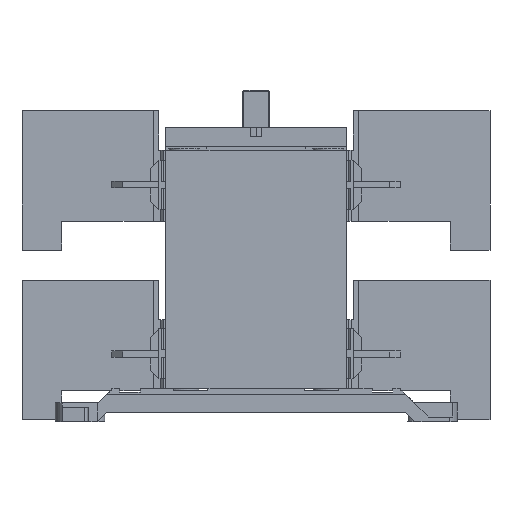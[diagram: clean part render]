
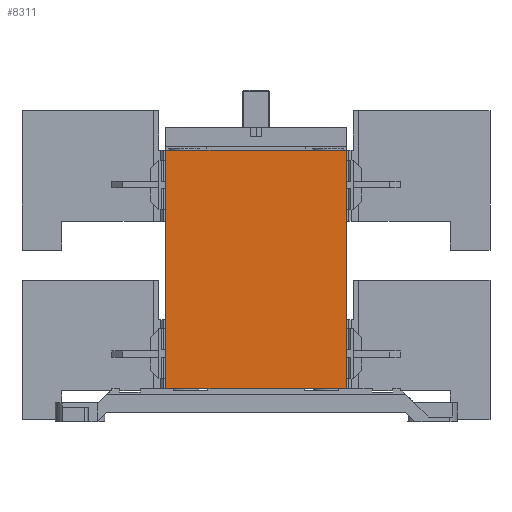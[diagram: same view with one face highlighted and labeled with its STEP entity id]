
A CAD part, left-side view. The second image highlights one B-rep face of the part: STEP entity #8311.
In plain terms, the highlighted planar face has unit normal (-1, 0, 0).
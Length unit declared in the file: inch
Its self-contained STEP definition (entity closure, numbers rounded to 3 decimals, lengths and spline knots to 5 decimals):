
#3027 = AXIS2_PLACEMENT_3D ( 'NONE', #10428, #25560, #31355 ) ;
#3271 = VERTEX_POINT ( 'NONE', #7854 ) ;
#3778 = VECTOR ( 'NONE', #15133, 39.37008 ) ;
#5062 = CARTESIAN_POINT ( 'NONE',  ( 0., 0., 0.92913 ) ) ;
#5443 = FACE_OUTER_BOUND ( 'NONE', #31092, .T. ) ;
#7854 = CARTESIAN_POINT ( 'NONE',  ( 0., 3.93701, -4.27559 ) ) ;
#7975 = DIRECTION ( 'NONE',  ( 0., 0., 1. ) ) ;
#8256 = LINE ( 'NONE', #36462, #48213 ) ;
#8311 = ADVANCED_FACE ( 'NONE', ( #5443 ), #40849, .F. ) ;
#10428 = CARTESIAN_POINT ( 'NONE',  ( 0., 3.54331, 0.12992 ) ) ;
#13988 = LINE ( 'NONE', #39747, #15654 ) ;
#15133 = DIRECTION ( 'NONE',  ( 0., 1., 0. ) ) ;
#15654 = VECTOR ( 'NONE', #7975, 39.37008 ) ;
#17957 = LINE ( 'NONE', #68743, #3778 ) ;
#22726 = VERTEX_POINT ( 'NONE', #50861 ) ;
#23226 = ORIENTED_EDGE ( 'NONE', *, *, #31170, .F. ) ;
#24950 = EDGE_CURVE ( 'NONE', #48723, #47486, #8256, .T. ) ;
#25560 = DIRECTION ( 'NONE',  ( 1., 0., 0. ) ) ;
#25792 = DIRECTION ( 'NONE',  ( 0., -1., 0. ) ) ;
#30264 = EDGE_CURVE ( 'NONE', #22726, #47486, #68106, .T. ) ;
#31092 = EDGE_LOOP ( 'NONE', ( #68186, #23226, #61570, #34157 ) ) ;
#31170 = EDGE_CURVE ( 'NONE', #3271, #22726, #13988, .T. ) ;
#31355 = DIRECTION ( 'NONE',  ( 0., 0., -1. ) ) ;
#32436 = VECTOR ( 'NONE', #25792, 39.37008 ) ;
#34157 = ORIENTED_EDGE ( 'NONE', *, *, #24950, .T. ) ;
#36233 = DIRECTION ( 'NONE',  ( 0., 0., 1. ) ) ;
#36462 = CARTESIAN_POINT ( 'NONE',  ( 0., 0., 0.12992 ) ) ;
#39747 = CARTESIAN_POINT ( 'NONE',  ( 0., 3.93701, 0.12992 ) ) ;
#40849 = PLANE ( 'NONE',  #3027 ) ;
#43970 = CARTESIAN_POINT ( 'NONE',  ( 0., 0., 0.92913 ) ) ;
#47486 = VERTEX_POINT ( 'NONE', #43970 ) ;
#48213 = VECTOR ( 'NONE', #36233, 39.37008 ) ;
#48723 = VERTEX_POINT ( 'NONE', #61630 ) ;
#50861 = CARTESIAN_POINT ( 'NONE',  ( 0., 3.93701, 0.92913 ) ) ;
#58222 = EDGE_CURVE ( 'NONE', #48723, #3271, #17957, .T. ) ;
#61570 = ORIENTED_EDGE ( 'NONE', *, *, #58222, .F. ) ;
#61630 = CARTESIAN_POINT ( 'NONE',  ( 0., 0., -4.27559 ) ) ;
#68106 = LINE ( 'NONE', #5062, #32436 ) ;
#68186 = ORIENTED_EDGE ( 'NONE', *, *, #30264, .F. ) ;
#68743 = CARTESIAN_POINT ( 'NONE',  ( 0., 3.54331, -4.27559 ) ) ;
